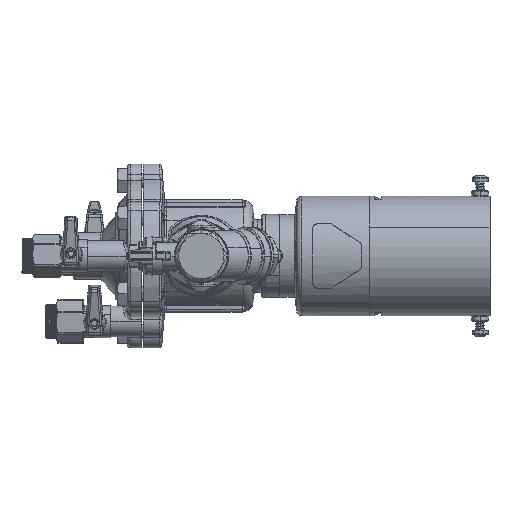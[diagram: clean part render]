
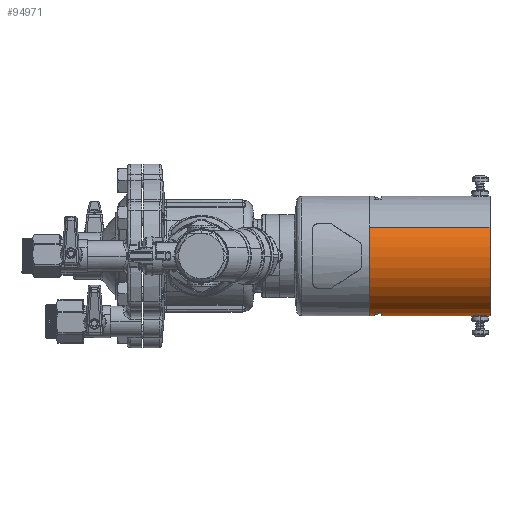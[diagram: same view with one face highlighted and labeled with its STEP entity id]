
A CAD part, left-side view. The second image highlights one B-rep face of the part: STEP entity #94971.
In plain terms, the highlighted cylindrical face has radius 33.1 mm (diameter 66.2 mm), a partial arc.
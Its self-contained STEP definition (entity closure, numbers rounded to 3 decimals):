
#94775=CARTESIAN_POINT('Vertex',(-29.048,-159.314,15.869)) ;
#94777=CARTESIAN_POINT('Vertex',(29.048,-159.314,-15.869)) ;
#94780=CARTESIAN_POINT('Axis2P3D Location',(0.,-159.314,0.)) ;
#94795=CARTESIAN_POINT('Axis2P3D Location',(0.,-92.914,0.)) ;
#94799=CARTESIAN_POINT('Vertex',(29.048,-92.914,-15.869)) ;
#94801=CARTESIAN_POINT('Vertex',(-29.048,-92.914,15.869)) ;
#94827=CARTESIAN_POINT('Vertex',(-10.5,-99.214,-31.39)) ;
#94832=CARTESIAN_POINT('Line Origine',(-10.5,-97.414,-31.39)) ;
#94836=CARTESIAN_POINT('Vertex',(-10.5,-95.614,-31.39)) ;
#94867=CARTESIAN_POINT('Vertex',(10.5,-95.614,-31.39)) ;
#94872=CARTESIAN_POINT('Line Origine',(10.5,-97.414,-31.39)) ;
#94876=CARTESIAN_POINT('Vertex',(10.5,-99.214,-31.39)) ;
#94898=CARTESIAN_POINT('Axis2P3D Location',(0.,-126.114,0.)) ;
#94903=CARTESIAN_POINT('Line Origine',(29.048,-126.114,-15.869)) ;
#94908=CARTESIAN_POINT('Line Origine',(-29.048,-126.114,15.869)) ;
#94919=CARTESIAN_POINT('Axis2P3D Location',(0.,-99.214,0.)) ;
#94924=CARTESIAN_POINT('Axis2P3D Location',(0.,-95.614,0.)) ;
#94936=CARTESIAN_POINT('Control Point',(-4.926,-153.814,-32.731)) ;
#94937=CARTESIAN_POINT('Control Point',(-4.926,-152.866,-32.731)) ;
#94938=CARTESIAN_POINT('Control Point',(-4.704,-151.918,-32.765)) ;
#94939=CARTESIAN_POINT('Control Point',(-4.262,-151.042,-32.832)) ;
#94940=CARTESIAN_POINT('Control Point',(-3.086,-149.666,-32.976)) ;
#94941=CARTESIAN_POINT('Control Point',(-1.45,-148.926,-33.082)) ;
#94942=CARTESIAN_POINT('Control Point',(-0.625,-148.747,-33.11)) ;
#94943=CARTESIAN_POINT('Control Point',(1.594,-148.753,-33.107)) ;
#94944=CARTESIAN_POINT('Control Point',(3.558,-149.943,-32.941)) ;
#94945=CARTESIAN_POINT('Control Point',(4.469,-151.091,-32.8)) ;
#94946=CARTESIAN_POINT('Control Point',(4.926,-152.452,-32.731)) ;
#94947=CARTESIAN_POINT('Control Point',(4.926,-153.814,-32.731)) ;
#94948=CARTESIAN_POINT('Vertex',(4.926,-153.814,-32.731)) ;
#94950=CARTESIAN_POINT('Vertex',(-4.926,-153.814,-32.731)) ;
#94954=CARTESIAN_POINT('Control Point',(-4.926,-153.814,-32.731)) ;
#94955=CARTESIAN_POINT('Control Point',(-4.926,-155.275,-32.731)) ;
#94956=CARTESIAN_POINT('Control Point',(-4.4,-156.737,-32.811)) ;
#94957=CARTESIAN_POINT('Control Point',(-3.349,-157.934,-32.973)) ;
#94958=CARTESIAN_POINT('Control Point',(-0.983,-159.123,-33.144)) ;
#94959=CARTESIAN_POINT('Control Point',(1.555,-158.736,-33.089)) ;
#94960=CARTESIAN_POINT('Control Point',(2.539,-158.291,-33.02)) ;
#94961=CARTESIAN_POINT('Control Point',(3.861,-157.2,-32.883)) ;
#94962=CARTESIAN_POINT('Control Point',(4.627,-155.698,-32.776)) ;
#94963=CARTESIAN_POINT('Control Point',(4.826,-155.084,-32.746)) ;
#94964=CARTESIAN_POINT('Control Point',(4.926,-154.449,-32.731)) ;
#94965=CARTESIAN_POINT('Control Point',(4.926,-153.814,-32.731)) ;
#94781=DIRECTION('Axis2P3D Direction',(0.,-1.,0.)) ;
#94796=DIRECTION('Axis2P3D Direction',(0.,1.,0.)) ;
#94833=DIRECTION('Vector Direction',(0.,1.,0.)) ;
#94873=DIRECTION('Vector Direction',(0.,-1.,0.)) ;
#94899=DIRECTION('Axis2P3D Direction',(0.,1.,0.)) ;
#94900=DIRECTION('Axis2P3D XDirection',(0.878,0.,-0.479)) ;
#94904=DIRECTION('Vector Direction',(0.,1.,0.)) ;
#94909=DIRECTION('Vector Direction',(0.,1.,0.)) ;
#94920=DIRECTION('Axis2P3D Direction',(0.,1.,0.)) ;
#94925=DIRECTION('Axis2P3D Direction',(0.,1.,0.)) ;
#94782=AXIS2_PLACEMENT_3D('Circle Axis2P3D',#94780,#94781,$) ;
#94797=AXIS2_PLACEMENT_3D('Circle Axis2P3D',#94795,#94796,$) ;
#94901=AXIS2_PLACEMENT_3D('Cylinder Axis2P3D',#94898,#94899,#94900) ;
#94921=AXIS2_PLACEMENT_3D('Circle Axis2P3D',#94919,#94920,$) ;
#94926=AXIS2_PLACEMENT_3D('Circle Axis2P3D',#94924,#94925,$) ;
#94914=ORIENTED_EDGE('',*,*,#94803,.F.) ;
#94915=ORIENTED_EDGE('',*,*,#94907,.T.) ;
#94916=ORIENTED_EDGE('',*,*,#94784,.T.) ;
#94917=ORIENTED_EDGE('',*,*,#94912,.F.) ;
#94930=ORIENTED_EDGE('',*,*,#94838,.F.) ;
#94931=ORIENTED_EDGE('',*,*,#94923,.T.) ;
#94932=ORIENTED_EDGE('',*,*,#94878,.F.) ;
#94933=ORIENTED_EDGE('',*,*,#94928,.T.) ;
#94968=ORIENTED_EDGE('',*,*,#94952,.T.) ;
#94969=ORIENTED_EDGE('',*,*,#94966,.T.) ;
#94934=FACE_BOUND('',#94929,.T.) ;
#94970=FACE_BOUND('',#94967,.T.) ;
#94834=VECTOR('Line Direction',#94833,1.) ;
#94874=VECTOR('Line Direction',#94873,1.) ;
#94905=VECTOR('Line Direction',#94904,1.) ;
#94910=VECTOR('Line Direction',#94909,1.) ;
#94971=ADVANCED_FACE('PartBody',(#94918,#94934,#94970),#94902,.T.) ;
#94935=B_SPLINE_CURVE_WITH_KNOTS('',5,(#94936,#94937,#94938,#94939,#94940,#94941,#94942,#94943,#94944,#94945,#94946,#94947),.UNSPECIFIED.,.F.,.U.,(6,3,3,6),(0.,6.376,11.92,21.079),.UNSPECIFIED.) ;
#94953=B_SPLINE_CURVE_WITH_KNOTS('',5,(#94954,#94955,#94956,#94957,#94958,#94959,#94960,#94961,#94962,#94963,#94964,#94965),.UNSPECIFIED.,.F.,.U.,(6,3,3,6),(0.,9.831,16.806,21.079),.UNSPECIFIED.) ;
#94783=CIRCLE('generated circle',#94782,33.1) ;
#94798=CIRCLE('generated circle',#94797,33.1) ;
#94922=CIRCLE('generated circle',#94921,33.1) ;
#94927=CIRCLE('generated circle',#94926,33.1) ;
#94902=CYLINDRICAL_SURFACE('generated cylinder',#94901,33.1) ;
#94784=EDGE_CURVE('',#94778,#94776,#94783,.F.) ;
#94803=EDGE_CURVE('',#94800,#94802,#94798,.T.) ;
#94838=EDGE_CURVE('',#94828,#94837,#94835,.T.) ;
#94878=EDGE_CURVE('',#94868,#94877,#94875,.T.) ;
#94907=EDGE_CURVE('',#94800,#94778,#94906,.F.) ;
#94912=EDGE_CURVE('',#94802,#94776,#94911,.F.) ;
#94923=EDGE_CURVE('',#94828,#94877,#94922,.F.) ;
#94928=EDGE_CURVE('',#94868,#94837,#94927,.T.) ;
#94952=EDGE_CURVE('',#94949,#94951,#94935,.F.) ;
#94966=EDGE_CURVE('',#94951,#94949,#94953,.T.) ;
#94913=EDGE_LOOP('',(#94914,#94915,#94916,#94917)) ;
#94929=EDGE_LOOP('',(#94930,#94931,#94932,#94933)) ;
#94967=EDGE_LOOP('',(#94968,#94969)) ;
#94918=FACE_OUTER_BOUND('',#94913,.T.) ;
#94835=LINE('Line',#94832,#94834) ;
#94875=LINE('Line',#94872,#94874) ;
#94906=LINE('Line',#94903,#94905) ;
#94911=LINE('Line',#94908,#94910) ;
#94776=VERTEX_POINT('',#94775) ;
#94778=VERTEX_POINT('',#94777) ;
#94800=VERTEX_POINT('',#94799) ;
#94802=VERTEX_POINT('',#94801) ;
#94828=VERTEX_POINT('',#94827) ;
#94837=VERTEX_POINT('',#94836) ;
#94868=VERTEX_POINT('',#94867) ;
#94877=VERTEX_POINT('',#94876) ;
#94949=VERTEX_POINT('',#94948) ;
#94951=VERTEX_POINT('',#94950) ;
